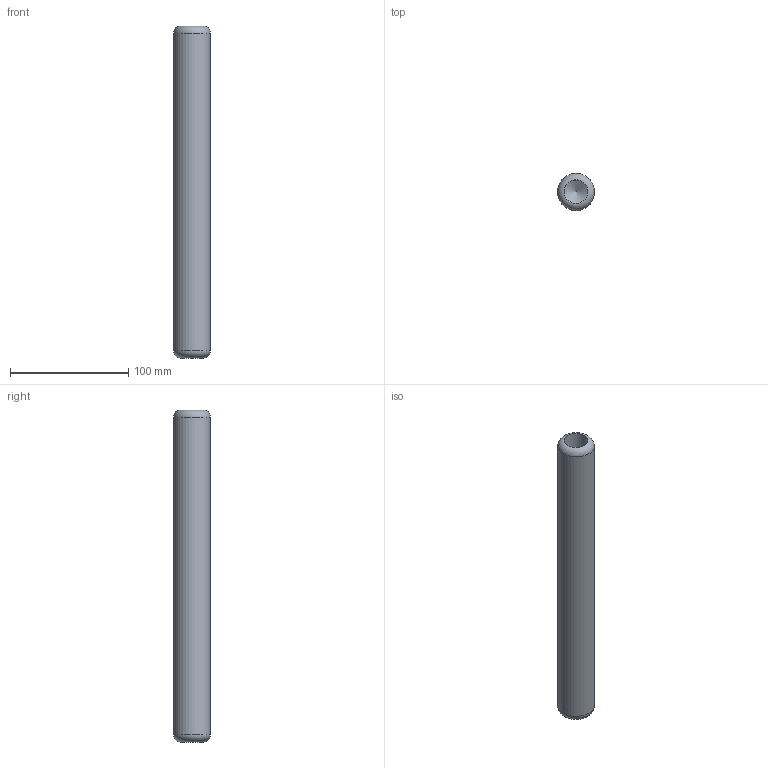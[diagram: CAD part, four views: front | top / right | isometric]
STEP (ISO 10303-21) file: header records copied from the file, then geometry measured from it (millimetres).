
FILE_DESCRIPTION(/* description */ (''),/* implementation_level */ '2;1');
FILE_NAME(/* name */ 'Sans nom v1.step',/* time_stamp */ '2022-05-27T02:00:38+02:00',/* author */ (''),/* organization */ (''),/* preprocessor_version */ 'ST-DEVELOPER v18.1',/* originating_system */ 'Autodesk Translation Framework v10.10.0.1391',/* authorisation */ '');
FILE_SCHEMA (('AUTOMOTIVE_DESIGN { 1 0 10303 214 3 1 1 }'));
Length unit declared in the file: millimetre
Products named in the file (1): Sans nom
Bounding box: 31 x 31 x 280.48 mm (x, y, z)
Volume: 178292.7 mm3; surface area: 34627.8 mm2
Topology: 1 solids, 1 shells, 6 faces, 11 edges, 6 vertices
Faces by surface type: cylinder 2, torus 2, cone 1, plane 1
Full cylindrical faces by diameter (mm): 20 x1, 31 x1
Entity records: 178 total; most frequent: DIRECTION 31, CARTESIAN_POINT 23, ORIENTED_EDGE 20, AXIS2_PLACEMENT_3D 14, EDGE_CURVE 10, CIRCLE 7, FACE_OUTER_BOUND 6, EDGE_LOOP 6
